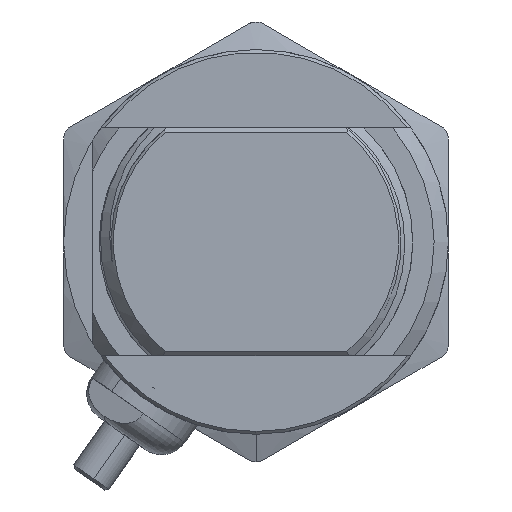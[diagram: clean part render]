
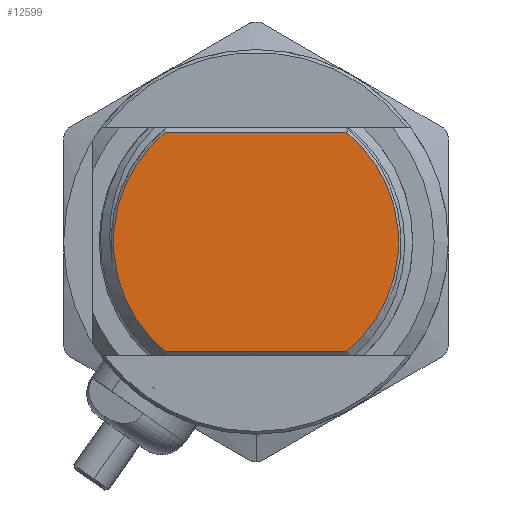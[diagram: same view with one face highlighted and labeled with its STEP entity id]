
A CAD part, left-side view. The second image highlights one B-rep face of the part: STEP entity #12599.
In plain terms, the highlighted face is planar.
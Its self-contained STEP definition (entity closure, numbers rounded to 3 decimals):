
#204 = EDGE_CURVE ( 'NONE', #6976, #53438, #27359, .T. ) ;
#2394 = AXIS2_PLACEMENT_3D ( 'NONE', #53387, #30425, #44816 ) ;
#2494 = CARTESIAN_POINT ( 'NONE',  ( 20., -6., 7.7 ) ) ;
#3113 = CARTESIAN_POINT ( 'NONE',  ( 20., -6.38, 7.7 ) ) ;
#3669 = ORIENTED_EDGE ( 'NONE', *, *, #204, .T. ) ;
#6976 = VERTEX_POINT ( 'NONE', #7529 ) ;
#7529 = CARTESIAN_POINT ( 'NONE',  ( 20., -6.38, -7.7 ) ) ;
#11225 = CARTESIAN_POINT ( 'NONE',  ( 20., 0., 0. ) ) ;
#12599 = ADVANCED_FACE ( 'NONE', ( #26152 ), #30126, .T. ) ;
#12909 = ORIENTED_EDGE ( 'NONE', *, *, #60073, .T. ) ;
#16673 = VERTEX_POINT ( 'NONE', #27907 ) ;
#20399 = EDGE_LOOP ( 'NONE', ( #12909, #3669, #44275, #51016 ) ) ;
#22393 = DIRECTION ( 'NONE',  ( 1., 0., 0. ) ) ;
#26152 = FACE_OUTER_BOUND ( 'NONE', #20399, .T. ) ;
#26465 = DIRECTION ( 'NONE',  ( 0., 1., 0. ) ) ;
#27359 = LINE ( 'NONE', #59787, #48781 ) ;
#27907 = CARTESIAN_POINT ( 'NONE',  ( 20., 6.38, 7.7 ) ) ;
#30126 = PLANE ( 'NONE',  #2394 ) ;
#30425 = DIRECTION ( 'NONE',  ( 1., 0., 0. ) ) ;
#31560 = DIRECTION ( 'NONE',  ( 0., 0., -1. ) ) ;
#35411 = EDGE_CURVE ( 'NONE', #53438, #16673, #59792, .T. ) ;
#35478 = CIRCLE ( 'NONE', #55012, 10. ) ;
#39675 = VECTOR ( 'NONE', #39791, 1000. ) ;
#39791 = DIRECTION ( 'NONE',  ( 0., -1., 0. ) ) ;
#44275 = ORIENTED_EDGE ( 'NONE', *, *, #35411, .T. ) ;
#44816 = DIRECTION ( 'NONE',  ( 0., 0., -1. ) ) ;
#45682 = CARTESIAN_POINT ( 'NONE',  ( 20., 6.38, -7.7 ) ) ;
#48527 = DIRECTION ( 'NONE',  ( 1., 0., 0. ) ) ;
#48781 = VECTOR ( 'NONE', #26465, 1000. ) ;
#51016 = ORIENTED_EDGE ( 'NONE', *, *, #53828, .T. ) ;
#53387 = CARTESIAN_POINT ( 'NONE',  ( 20., 13.5, 0. ) ) ;
#53438 = VERTEX_POINT ( 'NONE', #45682 ) ;
#53590 = LINE ( 'NONE', #2494, #39675 ) ;
#53828 = EDGE_CURVE ( 'NONE', #16673, #56769, #53590, .T. ) ;
#55012 = AXIS2_PLACEMENT_3D ( 'NONE', #11225, #48527, #58011 ) ;
#56769 = VERTEX_POINT ( 'NONE', #3113 ) ;
#56877 = AXIS2_PLACEMENT_3D ( 'NONE', #60301, #22393, #31560 ) ;
#58011 = DIRECTION ( 'NONE',  ( 0., 0., -1. ) ) ;
#59787 = CARTESIAN_POINT ( 'NONE',  ( 20., 6., -7.7 ) ) ;
#59792 = CIRCLE ( 'NONE', #56877, 10. ) ;
#60073 = EDGE_CURVE ( 'NONE', #56769, #6976, #35478, .T. ) ;
#60301 = CARTESIAN_POINT ( 'NONE',  ( 20., 0., 0. ) ) ;
